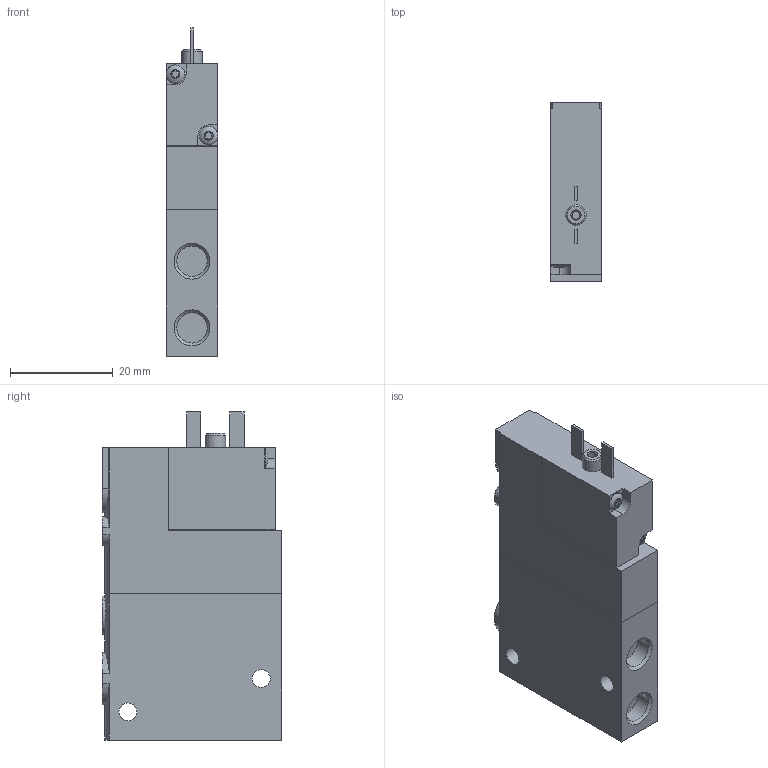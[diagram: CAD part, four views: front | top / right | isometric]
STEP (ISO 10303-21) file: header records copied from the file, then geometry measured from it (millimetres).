
FILE_DESCRIPTION(/* description */ ('STEP AP214'),/* implementation_level */ '2;1');
FILE_NAME(/* name */ '196918_CPE10-M1BH-3OLS-M7',/* time_stamp */ '2024-08-06T15:27:44+02:00',/* author */ ('License CC BY-ND 4.0'),/* organization */ ('CADENAS'),/* preprocessor_version */ 'ST-DEVELOPER v19.3',/* originating_system */ 'PARTsolutions',/* authorisation */ ' ');
FILE_SCHEMA (('AUTOMOTIVE_DESIGN {1 0 10303 214 3 1 1}'));
Length unit declared in the file: millimetre
Products named in the file (3): 196918 CPE10-M1BH-3OLS-M7; CPE10-...-3/2; CPE10-KMYZ9_M1BH
Assembly tree (2 placements, depth 2):
  196918 CPE10-M1BH-3OLS-M7
    CPE10-...-3/2
    CPE10-KMYZ9_M1BH
Bounding box: 10.1 x 35 x 64 mm (x, y, z)
Volume: 18830.9 mm3; surface area: 7390.5 mm2
Topology: 2 solids, 2 shells, 120 faces, 292 edges, 187 vertices
Faces by surface type: plane 51, cylinder 47, cone 20, torus 2
Full cylindrical faces by diameter (mm): 1.567 x1, 2 x1, 2.459 x2, 3.5 x2, 3.6 x2, 4 x1, 4.55 x1, 5.917 x3
Entity records: 3482 total; most frequent: CARTESIAN_POINT 725, DIRECTION 553, ORIENTED_EDGE 524, EDGE_CURVE 262, AXIS2_PLACEMENT_3D 209, VERTEX_POINT 180, EDGE_LOOP 158, FACE_BOUND 158
